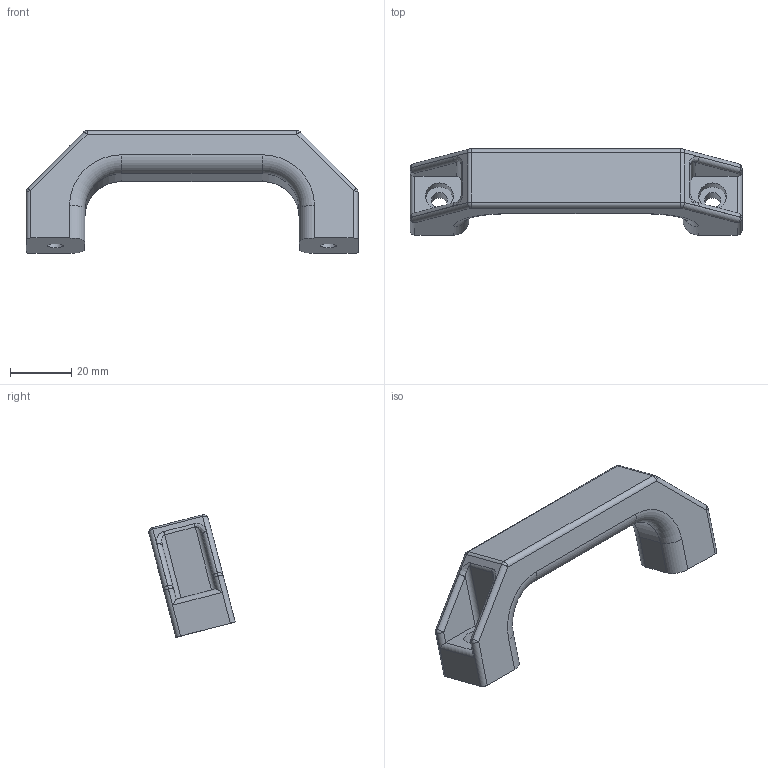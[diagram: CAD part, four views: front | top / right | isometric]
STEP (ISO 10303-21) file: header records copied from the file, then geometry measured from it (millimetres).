
FILE_DESCRIPTION(/* description */ (''),/* implementation_level */ '2;1');
FILE_NAME(/* name */ 'Handle M5.step',/* time_stamp */ '2021-12-21T22:53:13+01:00',/* author */ (''),/* organization */ (''),/* preprocessor_version */ 'ST-DEVELOPER v18.1',/* originating_system */ 'Autodesk Translation Framework v10.10.0.1391',/* authorisation */ '');
FILE_SCHEMA (('AUTOMOTIVE_DESIGN { 1 0 10303 214 3 1 1 }'));
Length unit declared in the file: millimetre
Products named in the file (2): VCore Lid; RatRig Nylon Handle v2 (1) v3
Assembly tree (1 placements, depth 2):
  VCore Lid
    RatRig Nylon Handle v2 (1) v3
Bounding box: 108.2 x 28.1 x 39.98 mm (x, y, z)
Volume: 32014.3 mm3; surface area: 10799.6 mm2
Topology: 1 solids, 1 shells, 86 faces, 190 edges, 108 vertices
Faces by surface type: cylinder 44, plane 22, sphere 12, bspline 4, torus 4
Full cylindrical faces by diameter (mm): 5.2 x2, 9 x2
Entity records: 2512 total; most frequent: CARTESIAN_POINT 498, DIRECTION 452, ORIENTED_EDGE 380, EDGE_CURVE 190, AXIS2_PLACEMENT_3D 177, VERTEX_POINT 108, LINE 98, VECTOR 98
